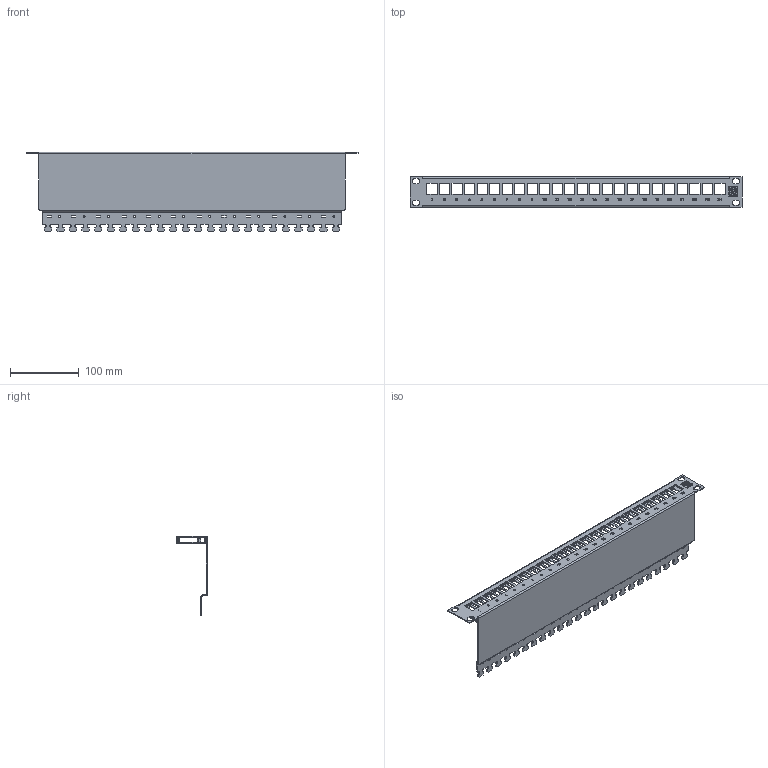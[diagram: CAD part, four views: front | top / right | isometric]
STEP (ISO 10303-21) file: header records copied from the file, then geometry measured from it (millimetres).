
FILE_DESCRIPTION (( 'STEP AP214' ), '1' );
FILE_NAME ('H02025J0167H50.STEP', '2015-06-12T11:21:44', ( '' ), ( '' ), 'SwSTEP 2.0', 'SolidWorks 2015', '' );
FILE_SCHEMA (( 'AUTOMOTIVE_DESIGN' ));
Length unit declared in the file: millimetre
Products named in the file (1): H02025J0167H50
Bounding box: 482.6 x 44 x 115.01 mm (x, y, z)
Volume: 128182.3 mm3; surface area: 180703.8 mm2
Topology: 2 solids, 2 shells, 1344 faces, 3742 edges, 2480 vertices
Faces by surface type: plane 932, bspline 282, cylinder 130
Entity records: 73197 total; most frequent: CARTESIAN_POINT 26793, ORIENTED_EDGE 7484, DIRECTION 5568, EDGE_CURVE 3742, LINE 2914, VECTOR 2914, VERTEX_POINT 2480, EDGE_LOOP 1582
